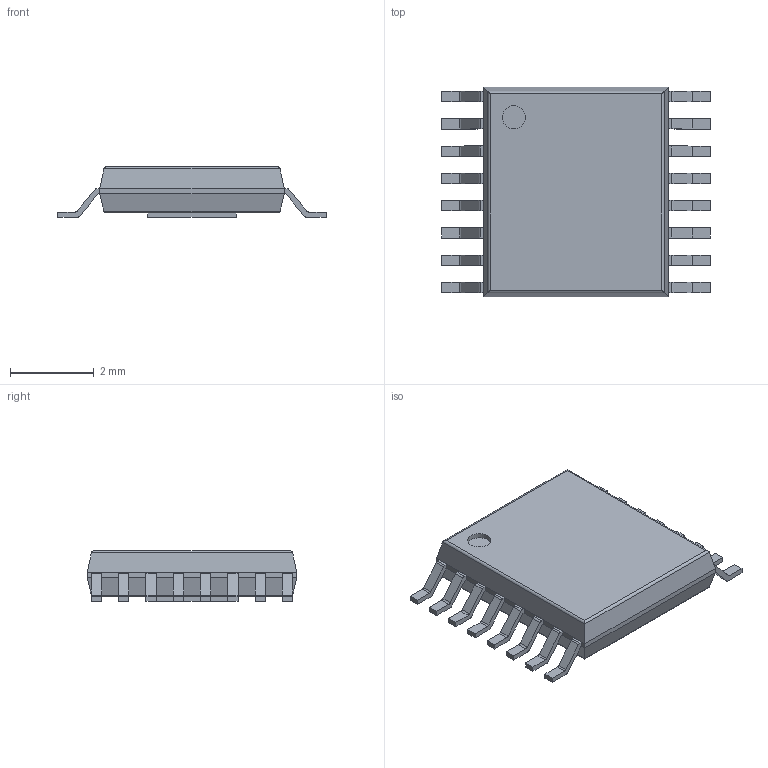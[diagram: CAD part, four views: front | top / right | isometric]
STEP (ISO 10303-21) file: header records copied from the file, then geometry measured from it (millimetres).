
FILE_DESCRIPTION(('FreeCAD Model'),'2;1');
FILE_NAME('271983.1.1.stp','2018-09-01T19:03:28',( 'Author'),(''),'Open CASCADE STEP processor 6.8','FreeCAD','Unknown' );
FILE_SCHEMA(('AUTOMOTIVE_DESIGN_CC2 { 1 2 10303 214 -1 1 5 4 }'));
Length unit declared in the file: millimetre
Products named in the file (4): ASSEMBLY; Body; PinsArrayLR; ThermalPad
Assembly tree (3 placements, depth 2):
  ASSEMBLY
    Body
    PinsArrayLR
    ThermalPad
Bounding box: 6.4 x 5 x 1.2 mm (x, y, z)
Volume: 24.2 mm3; surface area: 84.7 mm2
Topology: 18 solids, 18 shells, 238 faces, 587 edges, 386 vertices
Faces by surface type: plane 181, cylinder 57
Full cylindrical faces by diameter (mm): 0.55 x1
Entity records: 15003 total; most frequent: CARTESIAN_POINT 2839, DIRECTION 2253, LINE 1507, VECTOR 1507, ORIENTED_EDGE 1174, PCURVE 1174, DEFINITIONAL_REPRESENTATION 1174, EDGE_CURVE 587
